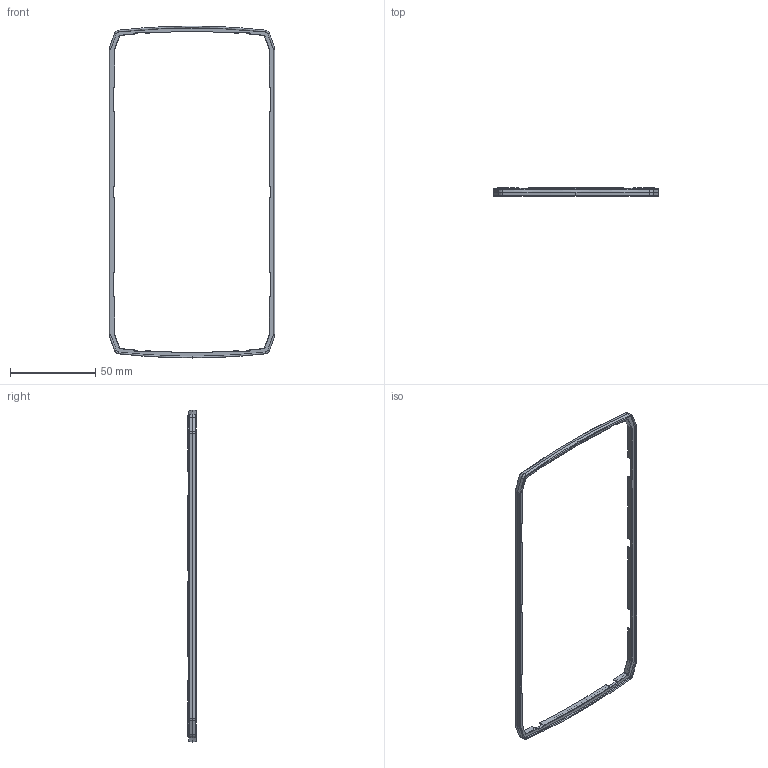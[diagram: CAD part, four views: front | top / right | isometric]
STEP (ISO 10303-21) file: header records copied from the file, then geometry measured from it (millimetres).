
FILE_DESCRIPTION (( 'STEP AP214' ), '1' );
FILE_NAME ('#4-GASKET(PMAX6).STEP', '2019-05-22T06:21:51', ( '' ), ( '' ), 'SwSTEP 2.0', 'SolidWorks 2017', '' );
FILE_SCHEMA (( 'AUTOMOTIVE_DESIGN' ));
Length unit declared in the file: millimetre
Products named in the file (1): #4-GASKET(PMAX6)
Bounding box: 97.51 x 4.83 x 195.05 mm (x, y, z)
Volume: 4552.1 mm3; surface area: 9180.5 mm2
Topology: 1 solids, 1 shells, 382 faces, 975 edges, 559 vertices
Faces by surface type: cylinder 119, bspline 118, plane 86, cone 41, torus 18
Entity records: 14592 total; most frequent: CARTESIAN_POINT 6191, ORIENTED_EDGE 1878, DIRECTION 1632, EDGE_CURVE 939, AXIS2_PLACEMENT_3D 626, VERTEX_POINT 559, EDGE_LOOP 384, ADVANCED_FACE 382
